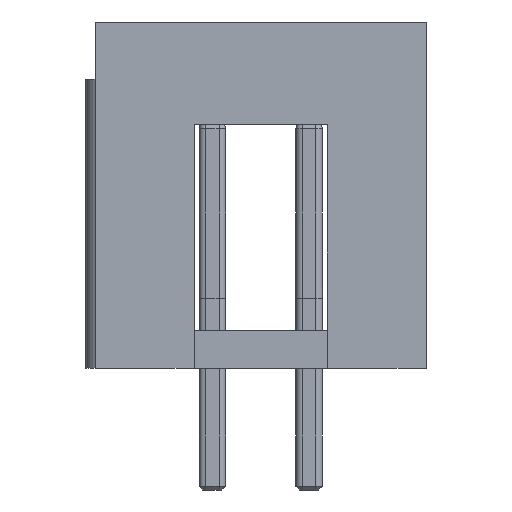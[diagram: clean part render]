
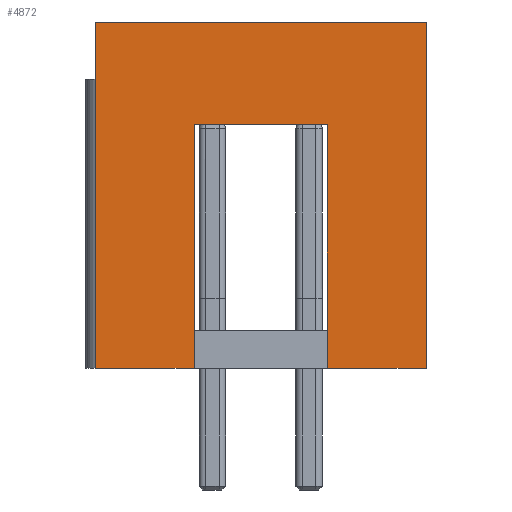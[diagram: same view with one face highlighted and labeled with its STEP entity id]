
A CAD part, left-side view. The second image highlights one B-rep face of the part: STEP entity #4872.
In plain terms, the highlighted planar face has unit normal (-1, 0, 0).
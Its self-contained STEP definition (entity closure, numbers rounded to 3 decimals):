
#69 = PLANE('',#70);
#70 = AXIS2_PLACEMENT_3D('',#71,#72,#73);
#71 = CARTESIAN_POINT('',(0.,0.,0.));
#72 = DIRECTION('',(0.,0.,1.));
#73 = DIRECTION('',(1.,0.,-0.));
#94 = VERTEX_POINT('',#95);
#95 = CARTESIAN_POINT('',(-15.42,4.35,0.));
#109 = PLANE('',#110);
#110 = AXIS2_PLACEMENT_3D('',#111,#112,#113);
#111 = CARTESIAN_POINT('',(15.42,4.35,0.));
#112 = DIRECTION('',(0.,-1.,0.));
#113 = DIRECTION('',(-1.,0.,0.));
#121 = EDGE_CURVE('',#94,#122,#124,.T.);
#122 = VERTEX_POINT('',#123);
#123 = CARTESIAN_POINT('',(-15.42,1.75,0.));
#124 = SURFACE_CURVE('',#125,(#129,#136),.PCURVE_S1.);
#125 = LINE('',#126,#127);
#126 = CARTESIAN_POINT('',(-15.42,4.35,0.));
#127 = VECTOR('',#128,1.);
#128 = DIRECTION('',(0.,-1.,0.));
#129 = PCURVE('',#69,#130);
#130 = DEFINITIONAL_REPRESENTATION('',(#131),#135);
#131 = LINE('',#132,#133);
#132 = CARTESIAN_POINT('',(-15.42,4.35));
#133 = VECTOR('',#134,1.);
#134 = DIRECTION('',(0.,-1.));
#135 = ( GEOMETRIC_REPRESENTATION_CONTEXT(2) 
PARAMETRIC_REPRESENTATION_CONTEXT() REPRESENTATION_CONTEXT('2D SPACE',''
  ) );
#136 = PCURVE('',#137,#142);
#137 = PLANE('',#138);
#138 = AXIS2_PLACEMENT_3D('',#139,#140,#141);
#139 = CARTESIAN_POINT('',(-15.42,4.35,0.));
#140 = DIRECTION('',(1.,0.,-0.));
#141 = DIRECTION('',(0.,-1.,0.));
#142 = DEFINITIONAL_REPRESENTATION('',(#143),#147);
#143 = LINE('',#144,#145);
#144 = CARTESIAN_POINT('',(0.,0.));
#145 = VECTOR('',#146,1.);
#146 = DIRECTION('',(1.,0.));
#147 = ( GEOMETRIC_REPRESENTATION_CONTEXT(2) 
PARAMETRIC_REPRESENTATION_CONTEXT() REPRESENTATION_CONTEXT('2D SPACE',''
  ) );
#165 = PLANE('',#166);
#166 = AXIS2_PLACEMENT_3D('',#167,#168,#169);
#167 = CARTESIAN_POINT('',(-14.42,1.75,0.));
#168 = DIRECTION('',(0.,-1.,0.));
#169 = DIRECTION('',(-1.,0.,0.));
#206 = VERTEX_POINT('',#207);
#207 = CARTESIAN_POINT('',(-15.42,-1.75,0.));
#221 = PLANE('',#222);
#222 = AXIS2_PLACEMENT_3D('',#223,#224,#225);
#223 = CARTESIAN_POINT('',(-15.42,-1.75,0.));
#224 = DIRECTION('',(0.,1.,0.));
#225 = DIRECTION('',(1.,0.,0.));
#233 = EDGE_CURVE('',#206,#234,#236,.T.);
#234 = VERTEX_POINT('',#235);
#235 = CARTESIAN_POINT('',(-15.42,-4.35,0.));
#236 = SURFACE_CURVE('',#237,(#241,#248),.PCURVE_S1.);
#237 = LINE('',#238,#239);
#238 = CARTESIAN_POINT('',(-15.42,4.35,0.));
#239 = VECTOR('',#240,1.);
#240 = DIRECTION('',(0.,-1.,0.));
#241 = PCURVE('',#69,#242);
#242 = DEFINITIONAL_REPRESENTATION('',(#243),#247);
#243 = LINE('',#244,#245);
#244 = CARTESIAN_POINT('',(-15.42,4.35));
#245 = VECTOR('',#246,1.);
#246 = DIRECTION('',(0.,-1.));
#247 = ( GEOMETRIC_REPRESENTATION_CONTEXT(2) 
PARAMETRIC_REPRESENTATION_CONTEXT() REPRESENTATION_CONTEXT('2D SPACE',''
  ) );
#248 = PCURVE('',#137,#249);
#249 = DEFINITIONAL_REPRESENTATION('',(#250),#254);
#250 = LINE('',#251,#252);
#251 = CARTESIAN_POINT('',(0.,0.));
#252 = VECTOR('',#253,1.);
#253 = DIRECTION('',(1.,0.));
#254 = ( GEOMETRIC_REPRESENTATION_CONTEXT(2) 
PARAMETRIC_REPRESENTATION_CONTEXT() REPRESENTATION_CONTEXT('2D SPACE',''
  ) );
#272 = PLANE('',#273);
#273 = AXIS2_PLACEMENT_3D('',#274,#275,#276);
#274 = CARTESIAN_POINT('',(-15.42,-4.35,0.));
#275 = DIRECTION('',(0.,1.,0.));
#276 = DIRECTION('',(1.,0.,0.));
#4641 = VERTEX_POINT('',#4642);
#4642 = CARTESIAN_POINT('',(-15.42,4.35,9.1));
#4656 = PLANE('',#4657);
#4657 = AXIS2_PLACEMENT_3D('',#4658,#4659,#4660);
#4658 = CARTESIAN_POINT('',(0.,0.,9.1));
#4659 = DIRECTION('',(0.,0.,1.));
#4660 = DIRECTION('',(1.,0.,-0.));
#4668 = EDGE_CURVE('',#94,#4641,#4669,.T.);
#4669 = SURFACE_CURVE('',#4670,(#4674,#4681),.PCURVE_S1.);
#4670 = LINE('',#4671,#4672);
#4671 = CARTESIAN_POINT('',(-15.42,4.35,0.));
#4672 = VECTOR('',#4673,1.);
#4673 = DIRECTION('',(0.,0.,1.));
#4674 = PCURVE('',#109,#4675);
#4675 = DEFINITIONAL_REPRESENTATION('',(#4676),#4680);
#4676 = LINE('',#4677,#4678);
#4677 = CARTESIAN_POINT('',(30.84,0.));
#4678 = VECTOR('',#4679,1.);
#4679 = DIRECTION('',(0.,-1.));
#4680 = ( GEOMETRIC_REPRESENTATION_CONTEXT(2) 
PARAMETRIC_REPRESENTATION_CONTEXT() REPRESENTATION_CONTEXT('2D SPACE',''
  ) );
#4681 = PCURVE('',#137,#4682);
#4682 = DEFINITIONAL_REPRESENTATION('',(#4683),#4687);
#4683 = LINE('',#4684,#4685);
#4684 = CARTESIAN_POINT('',(0.,0.));
#4685 = VECTOR('',#4686,1.);
#4686 = DIRECTION('',(0.,-1.));
#4687 = ( GEOMETRIC_REPRESENTATION_CONTEXT(2) 
PARAMETRIC_REPRESENTATION_CONTEXT() REPRESENTATION_CONTEXT('2D SPACE',''
  ) );
#4872 = ADVANCED_FACE('',(#4873),#137,.F.);
#4873 = FACE_BOUND('',#4874,.F.);
#4874 = EDGE_LOOP('',(#4875,#4876,#4877,#4900,#4921,#4922,#4945,#4973));
#4875 = ORIENTED_EDGE('',*,*,#121,.F.);
#4876 = ORIENTED_EDGE('',*,*,#4668,.T.);
#4877 = ORIENTED_EDGE('',*,*,#4878,.T.);
#4878 = EDGE_CURVE('',#4641,#4879,#4881,.T.);
#4879 = VERTEX_POINT('',#4880);
#4880 = CARTESIAN_POINT('',(-15.42,-4.35,9.1));
#4881 = SURFACE_CURVE('',#4882,(#4886,#4893),.PCURVE_S1.);
#4882 = LINE('',#4883,#4884);
#4883 = CARTESIAN_POINT('',(-15.42,4.35,9.1));
#4884 = VECTOR('',#4885,1.);
#4885 = DIRECTION('',(0.,-1.,0.));
#4886 = PCURVE('',#137,#4887);
#4887 = DEFINITIONAL_REPRESENTATION('',(#4888),#4892);
#4888 = LINE('',#4889,#4890);
#4889 = CARTESIAN_POINT('',(0.,-9.1));
#4890 = VECTOR('',#4891,1.);
#4891 = DIRECTION('',(1.,0.));
#4892 = ( GEOMETRIC_REPRESENTATION_CONTEXT(2) 
PARAMETRIC_REPRESENTATION_CONTEXT() REPRESENTATION_CONTEXT('2D SPACE',''
  ) );
#4893 = PCURVE('',#4656,#4894);
#4894 = DEFINITIONAL_REPRESENTATION('',(#4895),#4899);
#4895 = LINE('',#4896,#4897);
#4896 = CARTESIAN_POINT('',(-15.42,4.35));
#4897 = VECTOR('',#4898,1.);
#4898 = DIRECTION('',(0.,-1.));
#4899 = ( GEOMETRIC_REPRESENTATION_CONTEXT(2) 
PARAMETRIC_REPRESENTATION_CONTEXT() REPRESENTATION_CONTEXT('2D SPACE',''
  ) );
#4900 = ORIENTED_EDGE('',*,*,#4901,.F.);
#4901 = EDGE_CURVE('',#234,#4879,#4902,.T.);
#4902 = SURFACE_CURVE('',#4903,(#4907,#4914),.PCURVE_S1.);
#4903 = LINE('',#4904,#4905);
#4904 = CARTESIAN_POINT('',(-15.42,-4.35,0.));
#4905 = VECTOR('',#4906,1.);
#4906 = DIRECTION('',(0.,0.,1.));
#4907 = PCURVE('',#137,#4908);
#4908 = DEFINITIONAL_REPRESENTATION('',(#4909),#4913);
#4909 = LINE('',#4910,#4911);
#4910 = CARTESIAN_POINT('',(8.7,0.));
#4911 = VECTOR('',#4912,1.);
#4912 = DIRECTION('',(0.,-1.));
#4913 = ( GEOMETRIC_REPRESENTATION_CONTEXT(2) 
PARAMETRIC_REPRESENTATION_CONTEXT() REPRESENTATION_CONTEXT('2D SPACE',''
  ) );
#4914 = PCURVE('',#272,#4915);
#4915 = DEFINITIONAL_REPRESENTATION('',(#4916),#4920);
#4916 = LINE('',#4917,#4918);
#4917 = CARTESIAN_POINT('',(0.,0.));
#4918 = VECTOR('',#4919,1.);
#4919 = DIRECTION('',(0.,-1.));
#4920 = ( GEOMETRIC_REPRESENTATION_CONTEXT(2) 
PARAMETRIC_REPRESENTATION_CONTEXT() REPRESENTATION_CONTEXT('2D SPACE',''
  ) );
#4921 = ORIENTED_EDGE('',*,*,#233,.F.);
#4922 = ORIENTED_EDGE('',*,*,#4923,.T.);
#4923 = EDGE_CURVE('',#206,#4924,#4926,.T.);
#4924 = VERTEX_POINT('',#4925);
#4925 = CARTESIAN_POINT('',(-15.42,-1.75,6.4));
#4926 = SURFACE_CURVE('',#4927,(#4931,#4938),.PCURVE_S1.);
#4927 = LINE('',#4928,#4929);
#4928 = CARTESIAN_POINT('',(-15.42,-1.75,0.));
#4929 = VECTOR('',#4930,1.);
#4930 = DIRECTION('',(0.,0.,1.));
#4931 = PCURVE('',#137,#4932);
#4932 = DEFINITIONAL_REPRESENTATION('',(#4933),#4937);
#4933 = LINE('',#4934,#4935);
#4934 = CARTESIAN_POINT('',(6.1,0.));
#4935 = VECTOR('',#4936,1.);
#4936 = DIRECTION('',(0.,-1.));
#4937 = ( GEOMETRIC_REPRESENTATION_CONTEXT(2) 
PARAMETRIC_REPRESENTATION_CONTEXT() REPRESENTATION_CONTEXT('2D SPACE',''
  ) );
#4938 = PCURVE('',#221,#4939);
#4939 = DEFINITIONAL_REPRESENTATION('',(#4940),#4944);
#4940 = LINE('',#4941,#4942);
#4941 = CARTESIAN_POINT('',(0.,0.));
#4942 = VECTOR('',#4943,1.);
#4943 = DIRECTION('',(0.,-1.));
#4944 = ( GEOMETRIC_REPRESENTATION_CONTEXT(2) 
PARAMETRIC_REPRESENTATION_CONTEXT() REPRESENTATION_CONTEXT('2D SPACE',''
  ) );
#4945 = ORIENTED_EDGE('',*,*,#4946,.F.);
#4946 = EDGE_CURVE('',#4947,#4924,#4949,.T.);
#4947 = VERTEX_POINT('',#4948);
#4948 = CARTESIAN_POINT('',(-15.42,1.75,6.4));
#4949 = SURFACE_CURVE('',#4950,(#4954,#4961),.PCURVE_S1.);
#4950 = LINE('',#4951,#4952);
#4951 = CARTESIAN_POINT('',(-15.42,1.75,6.4));
#4952 = VECTOR('',#4953,1.);
#4953 = DIRECTION('',(0.,-1.,0.));
#4954 = PCURVE('',#137,#4955);
#4955 = DEFINITIONAL_REPRESENTATION('',(#4956),#4960);
#4956 = LINE('',#4957,#4958);
#4957 = CARTESIAN_POINT('',(2.6,-6.4));
#4958 = VECTOR('',#4959,1.);
#4959 = DIRECTION('',(1.,0.));
#4960 = ( GEOMETRIC_REPRESENTATION_CONTEXT(2) 
PARAMETRIC_REPRESENTATION_CONTEXT() REPRESENTATION_CONTEXT('2D SPACE',''
  ) );
#4961 = PCURVE('',#4962,#4967);
#4962 = PLANE('',#4963);
#4963 = AXIS2_PLACEMENT_3D('',#4964,#4965,#4966);
#4964 = CARTESIAN_POINT('',(-14.92,0.,6.4));
#4965 = DIRECTION('',(0.,0.,1.));
#4966 = DIRECTION('',(1.,0.,-0.));
#4967 = DEFINITIONAL_REPRESENTATION('',(#4968),#4972);
#4968 = LINE('',#4969,#4970);
#4969 = CARTESIAN_POINT('',(-0.5,1.75));
#4970 = VECTOR('',#4971,1.);
#4971 = DIRECTION('',(0.,-1.));
#4972 = ( GEOMETRIC_REPRESENTATION_CONTEXT(2) 
PARAMETRIC_REPRESENTATION_CONTEXT() REPRESENTATION_CONTEXT('2D SPACE',''
  ) );
#4973 = ORIENTED_EDGE('',*,*,#4974,.F.);
#4974 = EDGE_CURVE('',#122,#4947,#4975,.T.);
#4975 = SURFACE_CURVE('',#4976,(#4980,#4987),.PCURVE_S1.);
#4976 = LINE('',#4977,#4978);
#4977 = CARTESIAN_POINT('',(-15.42,1.75,0.));
#4978 = VECTOR('',#4979,1.);
#4979 = DIRECTION('',(0.,0.,1.));
#4980 = PCURVE('',#137,#4981);
#4981 = DEFINITIONAL_REPRESENTATION('',(#4982),#4986);
#4982 = LINE('',#4983,#4984);
#4983 = CARTESIAN_POINT('',(2.6,0.));
#4984 = VECTOR('',#4985,1.);
#4985 = DIRECTION('',(0.,-1.));
#4986 = ( GEOMETRIC_REPRESENTATION_CONTEXT(2) 
PARAMETRIC_REPRESENTATION_CONTEXT() REPRESENTATION_CONTEXT('2D SPACE',''
  ) );
#4987 = PCURVE('',#165,#4988);
#4988 = DEFINITIONAL_REPRESENTATION('',(#4989),#4993);
#4989 = LINE('',#4990,#4991);
#4990 = CARTESIAN_POINT('',(1.,0.));
#4991 = VECTOR('',#4992,1.);
#4992 = DIRECTION('',(0.,-1.));
#4993 = ( GEOMETRIC_REPRESENTATION_CONTEXT(2) 
PARAMETRIC_REPRESENTATION_CONTEXT() REPRESENTATION_CONTEXT('2D SPACE',''
  ) );
